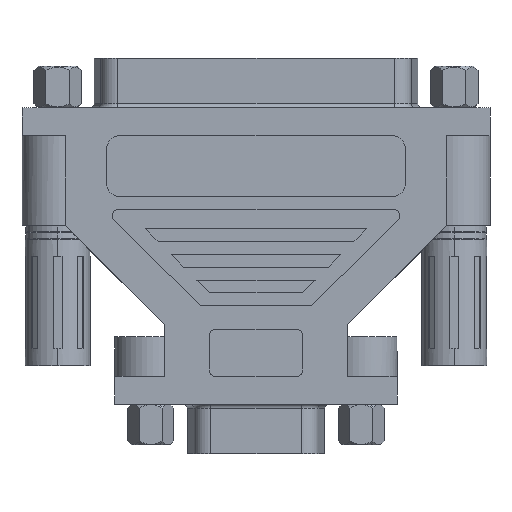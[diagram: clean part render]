
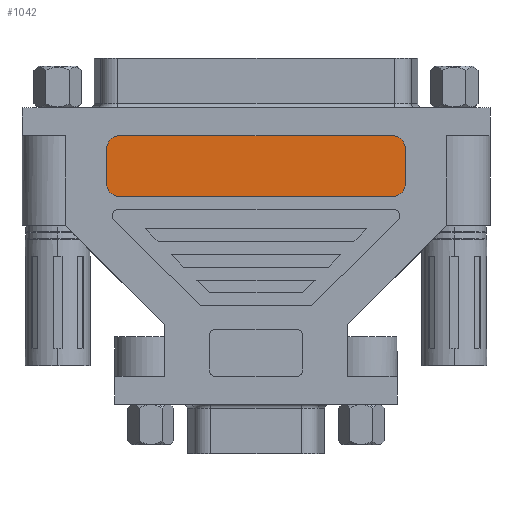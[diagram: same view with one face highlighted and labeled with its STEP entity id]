
A CAD part, front view. The second image highlights one B-rep face of the part: STEP entity #1042.
In plain terms, the highlighted planar face has unit normal (0, -1, 0).
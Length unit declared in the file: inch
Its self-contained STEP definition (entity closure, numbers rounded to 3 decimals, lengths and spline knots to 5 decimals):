
#300 = DIRECTION ( 'NONE',  ( 0., 1., 0. ) ) ;
#764 = VERTEX_POINT ( 'NONE', #15977 ) ;
#1042 = ADVANCED_FACE ( 'NONE', ( #24941 ), #11634, .T. ) ;
#1138 = LINE ( 'NONE', #25468, #2577 ) ;
#1447 = VERTEX_POINT ( 'NONE', #20372 ) ;
#1616 = ORIENTED_EDGE ( 'NONE', *, *, #25421, .F. ) ;
#2134 = AXIS2_PLACEMENT_3D ( 'NONE', #5943, #21744, #8212 ) ;
#2577 = VECTOR ( 'NONE', #4965, 39.37008 ) ;
#2908 = LINE ( 'NONE', #26034, #20237 ) ;
#3918 = CARTESIAN_POINT ( 'NONE',  ( 0.637, -0.289, 0.43557 ) ) ;
#4533 = CIRCLE ( 'NONE', #28096, 0.06 ) ;
#4893 = CARTESIAN_POINT ( 'NONE',  ( 0.637, -0.289, 0.21057 ) ) ;
#4965 = DIRECTION ( 'NONE',  ( 0., 0., -1. ) ) ;
#5202 = DIRECTION ( 'NONE',  ( 1., 0., 0. ) ) ;
#5943 = CARTESIAN_POINT ( 'NONE',  ( 0.637, -0.289, 0.21057 ) ) ;
#6693 = CARTESIAN_POINT ( 'NONE',  ( -0.637, -0.289, 0.15057 ) ) ;
#6741 = AXIS2_PLACEMENT_3D ( 'NONE', #12867, #300, #26531 ) ;
#6984 = ORIENTED_EDGE ( 'NONE', *, *, #10370, .F. ) ;
#7532 = VERTEX_POINT ( 'NONE', #26614 ) ;
#8212 = DIRECTION ( 'NONE',  ( 0., 0., 1. ) ) ;
#9170 = CARTESIAN_POINT ( 'NONE',  ( 0.697, -0.289, 0.37557 ) ) ;
#9555 = DIRECTION ( 'NONE',  ( 0., -1., 0. ) ) ;
#9767 = ORIENTED_EDGE ( 'NONE', *, *, #26094, .F. ) ;
#9945 = EDGE_CURVE ( 'NONE', #1447, #7532, #28087, .T. ) ;
#10015 = DIRECTION ( 'NONE',  ( 0., 0., -1. ) ) ;
#10041 = DIRECTION ( 'NONE',  ( 0., 0., 1. ) ) ;
#10207 = DIRECTION ( 'NONE',  ( 0., 0., 1. ) ) ;
#10229 = CARTESIAN_POINT ( 'NONE',  ( 0.637, -0.289, 0.37557 ) ) ;
#10370 = EDGE_CURVE ( 'NONE', #764, #22280, #16720, .T. ) ;
#11508 = VERTEX_POINT ( 'NONE', #14848 ) ;
#11634 = PLANE ( 'NONE',  #14328 ) ;
#11680 = CARTESIAN_POINT ( 'NONE',  ( -0.637, -0.289, 0.21057 ) ) ;
#12507 = DIRECTION ( 'NONE',  ( 0., 0., -1. ) ) ;
#12631 = CARTESIAN_POINT ( 'NONE',  ( -0.697, -0.289, 0.21057 ) ) ;
#12867 = CARTESIAN_POINT ( 'NONE',  ( -0.637, -0.289, 0.37557 ) ) ;
#13459 = EDGE_CURVE ( 'NONE', #20740, #24287, #4533, .T. ) ;
#13506 = DIRECTION ( 'NONE',  ( -1., 0., 0. ) ) ;
#14082 = EDGE_CURVE ( 'NONE', #11508, #15352, #16534, .T. ) ;
#14151 = ORIENTED_EDGE ( 'NONE', *, *, #25230, .F. ) ;
#14328 = AXIS2_PLACEMENT_3D ( 'NONE', #4893, #9555, #10041 ) ;
#14848 = CARTESIAN_POINT ( 'NONE',  ( 0.697, -0.289, 0.21057 ) ) ;
#15352 = VERTEX_POINT ( 'NONE', #22575 ) ;
#15977 = CARTESIAN_POINT ( 'NONE',  ( -0.637, -0.289, 0.15057 ) ) ;
#16057 = EDGE_LOOP ( 'NONE', ( #18674, #14151, #19014, #17044, #26383, #1616, #6984, #9767 ) ) ;
#16534 = CIRCLE ( 'NONE', #2134, 0.06 ) ;
#16720 = CIRCLE ( 'NONE', #24399, 0.06 ) ;
#17044 = ORIENTED_EDGE ( 'NONE', *, *, #17178, .F. ) ;
#17178 = EDGE_CURVE ( 'NONE', #7532, #20740, #26839, .T. ) ;
#17785 = LINE ( 'NONE', #6693, #23094 ) ;
#18674 = ORIENTED_EDGE ( 'NONE', *, *, #14082, .F. ) ;
#18740 = CARTESIAN_POINT ( 'NONE',  ( -0.637, -0.289, 0.43557 ) ) ;
#19014 = ORIENTED_EDGE ( 'NONE', *, *, #13459, .F. ) ;
#20237 = VECTOR ( 'NONE', #10207, 39.37008 ) ;
#20372 = CARTESIAN_POINT ( 'NONE',  ( -0.697, -0.289, 0.37557 ) ) ;
#20740 = VERTEX_POINT ( 'NONE', #3918 ) ;
#20793 = VECTOR ( 'NONE', #5202, 39.37008 ) ;
#21744 = DIRECTION ( 'NONE',  ( 0., 1., 0. ) ) ;
#22280 = VERTEX_POINT ( 'NONE', #12631 ) ;
#22575 = CARTESIAN_POINT ( 'NONE',  ( 0.637, -0.289, 0.15057 ) ) ;
#22766 = DIRECTION ( 'NONE',  ( 0., 1., 0. ) ) ;
#23094 = VECTOR ( 'NONE', #13506, 39.37008 ) ;
#24287 = VERTEX_POINT ( 'NONE', #9170 ) ;
#24399 = AXIS2_PLACEMENT_3D ( 'NONE', #11680, #22766, #10015 ) ;
#24941 = FACE_OUTER_BOUND ( 'NONE', #16057, .T. ) ;
#25230 = EDGE_CURVE ( 'NONE', #24287, #11508, #1138, .T. ) ;
#25421 = EDGE_CURVE ( 'NONE', #22280, #1447, #2908, .T. ) ;
#25468 = CARTESIAN_POINT ( 'NONE',  ( 0.697, -0.289, 0.21057 ) ) ;
#26034 = CARTESIAN_POINT ( 'NONE',  ( -0.697, -0.289, 0.21057 ) ) ;
#26061 = DIRECTION ( 'NONE',  ( 0., 1., 0. ) ) ;
#26094 = EDGE_CURVE ( 'NONE', #15352, #764, #17785, .T. ) ;
#26383 = ORIENTED_EDGE ( 'NONE', *, *, #9945, .F. ) ;
#26531 = DIRECTION ( 'NONE',  ( 0., 0., -1. ) ) ;
#26614 = CARTESIAN_POINT ( 'NONE',  ( -0.637, -0.289, 0.43557 ) ) ;
#26839 = LINE ( 'NONE', #18740, #20793 ) ;
#28087 = CIRCLE ( 'NONE', #6741, 0.06 ) ;
#28096 = AXIS2_PLACEMENT_3D ( 'NONE', #10229, #26061, #12507 ) ;
